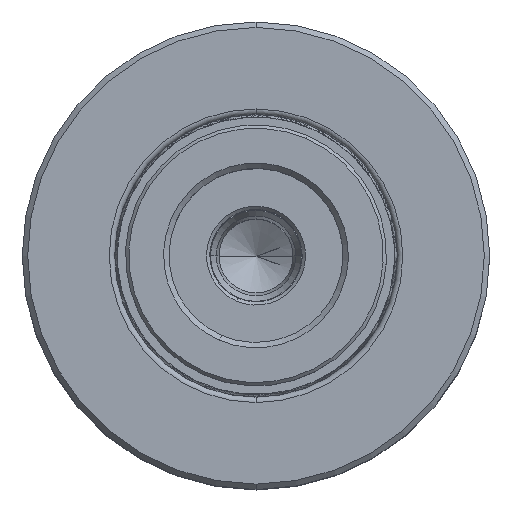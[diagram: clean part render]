
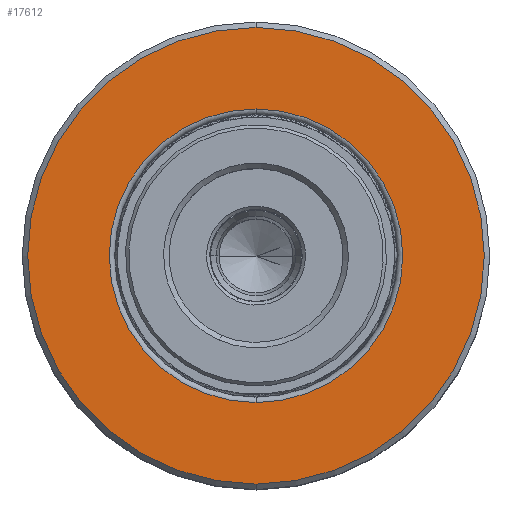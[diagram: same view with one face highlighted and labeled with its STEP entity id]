
A CAD part, top view. The second image highlights one B-rep face of the part: STEP entity #17612.
In plain terms, the highlighted face is planar.
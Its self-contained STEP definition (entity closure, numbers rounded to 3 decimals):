
#1202 = CARTESIAN_POINT ( 'NONE',  ( 0., 15.687, 0. ) ) ;
#1646 = DIRECTION ( 'NONE',  ( 0., -1., 0. ) ) ;
#2119 = DIRECTION ( 'NONE',  ( 0., 0., -1. ) ) ;
#2307 = EDGE_LOOP ( 'NONE', ( #35596, #30372 ) ) ;
#4475 = ORIENTED_EDGE ( 'NONE', *, *, #7037, .T. ) ;
#4600 = CARTESIAN_POINT ( 'NONE',  ( 0., 15.687, -21. ) ) ;
#4765 = CARTESIAN_POINT ( 'NONE',  ( 0., 15.687, 21. ) ) ;
#5603 = FACE_BOUND ( 'NONE', #30235, .T. ) ;
#5883 = EDGE_CURVE ( 'NONE', #15618, #20804, #23211, .T. ) ;
#6462 = FACE_OUTER_BOUND ( 'NONE', #2307, .T. ) ;
#7037 = EDGE_CURVE ( 'NONE', #35177, #7944, #28838, .T. ) ;
#7725 = AXIS2_PLACEMENT_3D ( 'NONE', #8101, #27441, #13298 ) ;
#7944 = VERTEX_POINT ( 'NONE', #18177 ) ;
#8101 = CARTESIAN_POINT ( 'NONE',  ( 0., 15.687, 0. ) ) ;
#10743 = ORIENTED_EDGE ( 'NONE', *, *, #23151, .T. ) ;
#11671 = CARTESIAN_POINT ( 'NONE',  ( 0., 15.687, 0. ) ) ;
#13298 = DIRECTION ( 'NONE',  ( 0., 0., -1. ) ) ;
#13633 = AXIS2_PLACEMENT_3D ( 'NONE', #1202, #26226, #23685 ) ;
#13775 = CIRCLE ( 'NONE', #13633, 21. ) ;
#15618 = VERTEX_POINT ( 'NONE', #4765 ) ;
#17612 = ADVANCED_FACE ( 'NONE', ( #5603, #6462 ), #31563, .T. ) ;
#17677 = EDGE_CURVE ( 'NONE', #20804, #15618, #13775, .T. ) ;
#18121 = DIRECTION ( 'NONE',  ( 0., 0., 1. ) ) ;
#18177 = CARTESIAN_POINT ( 'NONE',  ( 0., 15.687, -13.5 ) ) ;
#18668 = CARTESIAN_POINT ( 'NONE',  ( 0., 15.687, 0. ) ) ;
#19881 = AXIS2_PLACEMENT_3D ( 'NONE', #20666, #34486, #18121 ) ;
#20497 = DIRECTION ( 'NONE',  ( 0., 0., -1. ) ) ;
#20603 = CIRCLE ( 'NONE', #31961, 13.5 ) ;
#20666 = CARTESIAN_POINT ( 'NONE',  ( 21., 15.687, 0. ) ) ;
#20804 = VERTEX_POINT ( 'NONE', #4600 ) ;
#23151 = EDGE_CURVE ( 'NONE', #7944, #35177, #20603, .T. ) ;
#23211 = CIRCLE ( 'NONE', #28527, 21. ) ;
#23685 = DIRECTION ( 'NONE',  ( 0., 0., -1. ) ) ;
#25087 = CARTESIAN_POINT ( 'NONE',  ( 0., 15.687, 13.5 ) ) ;
#26226 = DIRECTION ( 'NONE',  ( 0., -1., 0. ) ) ;
#27441 = DIRECTION ( 'NONE',  ( 0., -1., 0. ) ) ;
#28527 = AXIS2_PLACEMENT_3D ( 'NONE', #11671, #28718, #20497 ) ;
#28718 = DIRECTION ( 'NONE',  ( 0., -1., 0. ) ) ;
#28838 = CIRCLE ( 'NONE', #7725, 13.5 ) ;
#30235 = EDGE_LOOP ( 'NONE', ( #10743, #4475 ) ) ;
#30372 = ORIENTED_EDGE ( 'NONE', *, *, #5883, .F. ) ;
#31563 = PLANE ( 'NONE',  #19881 ) ;
#31961 = AXIS2_PLACEMENT_3D ( 'NONE', #18668, #1646, #2119 ) ;
#34486 = DIRECTION ( 'NONE',  ( 0., 1., 0. ) ) ;
#35177 = VERTEX_POINT ( 'NONE', #25087 ) ;
#35596 = ORIENTED_EDGE ( 'NONE', *, *, #17677, .F. ) ;
